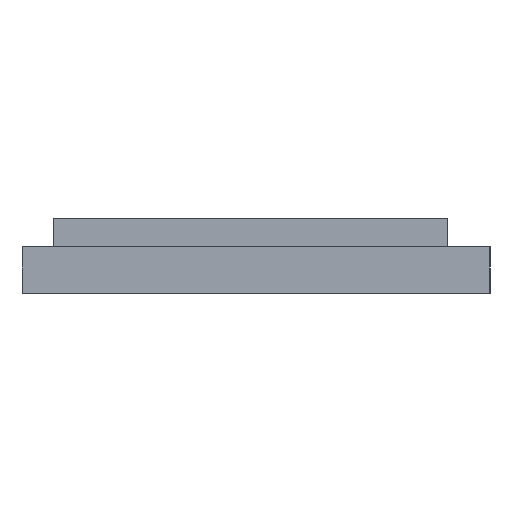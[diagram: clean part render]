
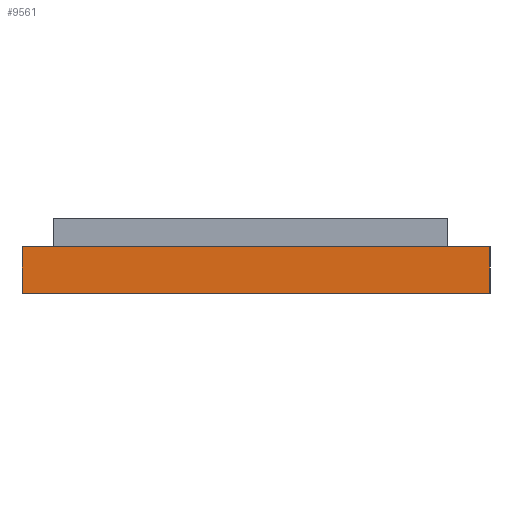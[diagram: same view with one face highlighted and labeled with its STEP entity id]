
A CAD part, left-side view. The second image highlights one B-rep face of the part: STEP entity #9561.
In plain terms, the highlighted planar face has unit normal (-1, 0, 0).
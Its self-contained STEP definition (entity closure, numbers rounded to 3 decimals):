
#327=PLANE('',#9845);
#841=FACE_OUTER_BOUND('',#1403,.T.);
#1403=EDGE_LOOP('',(#8770,#8771,#8772,#8773));
#1480=LINE('',#11935,#2384);
#2305=LINE('',#16587,#3209);
#2306=LINE('',#16588,#3210);
#2307=LINE('',#16589,#3211);
#2384=VECTOR('',#9954,10.);
#3209=VECTOR('',#11279,10.);
#3210=VECTOR('',#11280,10.);
#3211=VECTOR('',#11281,10.);
#3797=VERTEX_POINT('',#11928);
#3800=VERTEX_POINT('',#11933);
#4629=VERTEX_POINT('',#16585);
#4630=VERTEX_POINT('',#16586);
#4774=EDGE_CURVE('',#3800,#3797,#1480,.T.);
#6017=EDGE_CURVE('',#4629,#4630,#2305,.T.);
#6018=EDGE_CURVE('',#4629,#3797,#2306,.T.);
#6019=EDGE_CURVE('',#4630,#3800,#2307,.T.);
#8770=ORIENTED_EDGE('',*,*,#6017,.F.);
#8771=ORIENTED_EDGE('',*,*,#6018,.T.);
#8772=ORIENTED_EDGE('',*,*,#4774,.F.);
#8773=ORIENTED_EDGE('',*,*,#6019,.F.);
#9561=ADVANCED_FACE('',(#841),#327,.T.);
#9845=AXIS2_PLACEMENT_3D('',#16584,#11277,#11278);
#9954=DIRECTION('',(0.,-1.,0.));
#11277=DIRECTION('center_axis',(-1.,0.,0.));
#11278=DIRECTION('ref_axis',(0.,-1.,0.));
#11279=DIRECTION('',(0.,1.,0.));
#11280=DIRECTION('',(0.,0.,1.));
#11281=DIRECTION('',(0.,0.,1.));
#11928=CARTESIAN_POINT('',(-37.751,-13.706,1.));
#11933=CARTESIAN_POINT('',(-37.751,-3.706,1.));
#11935=CARTESIAN_POINT('',(-37.751,-13.706,1.));
#16584=CARTESIAN_POINT('Origin',(-37.751,-3.706,0.));
#16585=CARTESIAN_POINT('',(-37.751,-13.706,0.));
#16586=CARTESIAN_POINT('',(-37.751,-3.706,0.));
#16587=CARTESIAN_POINT('',(-37.751,-13.706,0.));
#16588=CARTESIAN_POINT('',(-37.751,-13.706,0.));
#16589=CARTESIAN_POINT('',(-37.751,-3.706,0.));
